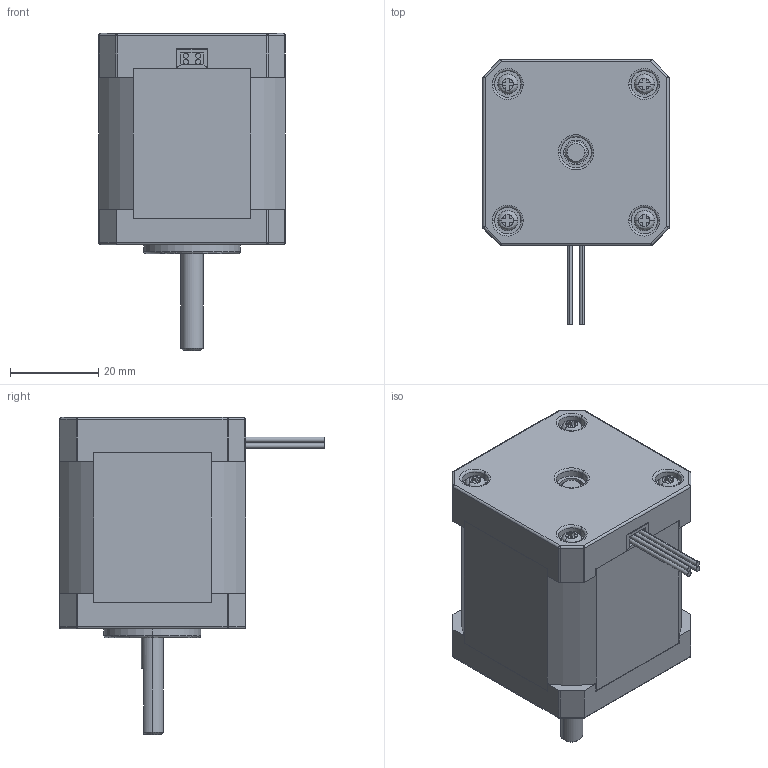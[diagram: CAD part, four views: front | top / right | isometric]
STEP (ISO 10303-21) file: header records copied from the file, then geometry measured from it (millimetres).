
FILE_DESCRIPTION (( 'STEP AP214' ), '1' );
FILE_NAME ('17HS19-2004S1.STEP', '2018-03-06T02:16:33', ( '' ), ( '' ), 'SwSTEP 2.0', 'SolidWorks 2014', '' );
FILE_SCHEMA (( 'AUTOMOTIVE_DESIGN' ));
Length unit declared in the file: millimetre
Products named in the file (1): 17HS19-2004S1
Bounding box: 42.32 x 60.31 x 72 mm (x, y, z)
Volume: 82848.2 mm3; surface area: 12493.4 mm2
Topology: 1 solids, 1 shells, 281 faces, 696 edges, 427 vertices
Faces by surface type: plane 145, cylinder 82, bspline 41, cone 13
Entity records: 12709 total; most frequent: CARTESIAN_POINT 3247, ORIENTED_EDGE 1360, DIRECTION 1260, EDGE_CURVE 680, AXIS2_PLACEMENT_3D 442, VERTEX_POINT 427, LINE 376, VECTOR 376
